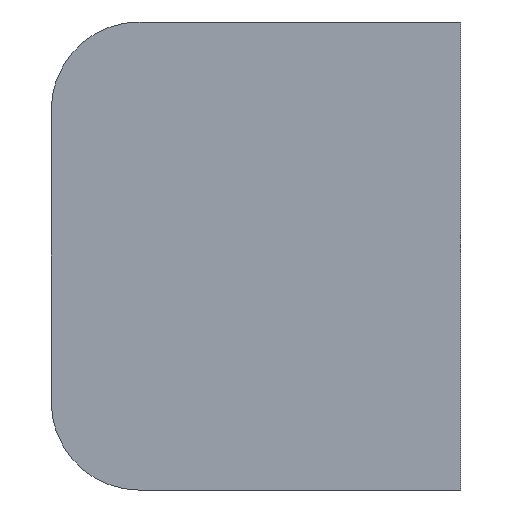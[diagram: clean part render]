
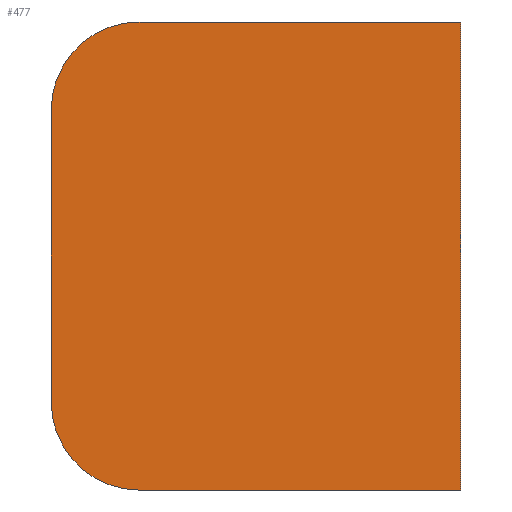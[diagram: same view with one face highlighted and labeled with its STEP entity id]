
A CAD part, left-side view. The second image highlights one B-rep face of the part: STEP entity #477.
In plain terms, the highlighted planar face has unit normal (-1, 0, 0).
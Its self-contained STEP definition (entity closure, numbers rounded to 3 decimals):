
#30 = VERTEX_POINT ( 'NONE', #338 ) ;
#46 = CARTESIAN_POINT ( 'NONE',  ( -29., 14., -5. ) ) ;
#78 = CARTESIAN_POINT ( 'NONE',  ( -29., 14., 5. ) ) ;
#79 = VECTOR ( 'NONE', #87, 1000. ) ;
#80 = VECTOR ( 'NONE', #438, 1000. ) ;
#87 = DIRECTION ( 'NONE',  ( 0., 0., -1. ) ) ;
#89 = EDGE_CURVE ( 'NONE', #30, #383, #359, .T. ) ;
#98 = EDGE_CURVE ( 'NONE', #270, #128, #153, .T. ) ;
#104 = CARTESIAN_POINT ( 'NONE',  ( -29., 0., -8. ) ) ;
#117 = EDGE_CURVE ( 'NONE', #533, #270, #472, .T. ) ;
#118 = VECTOR ( 'NONE', #540, 1000. ) ;
#125 = FACE_OUTER_BOUND ( 'NONE', #443, .T. ) ;
#128 = VERTEX_POINT ( 'NONE', #78 ) ;
#136 = ORIENTED_EDGE ( 'NONE', *, *, #98, .F. ) ;
#153 = LINE ( 'NONE', #584, #80 ) ;
#169 = VERTEX_POINT ( 'NONE', #104 ) ;
#193 = CARTESIAN_POINT ( 'NONE',  ( -29., 0., 8. ) ) ;
#196 = LINE ( 'NONE', #596, #79 ) ;
#223 = CARTESIAN_POINT ( 'NONE',  ( -29., 0., -8. ) ) ;
#224 = EDGE_CURVE ( 'NONE', #383, #169, #196, .T. ) ;
#254 = AXIS2_PLACEMENT_3D ( 'NONE', #465, #372, #280 ) ;
#262 = ORIENTED_EDGE ( 'NONE', *, *, #370, .F. ) ;
#269 = AXIS2_PLACEMENT_3D ( 'NONE', #283, #521, #326 ) ;
#270 = VERTEX_POINT ( 'NONE', #46 ) ;
#280 = DIRECTION ( 'NONE',  ( 0., 0., 1. ) ) ;
#283 = CARTESIAN_POINT ( 'NONE',  ( -29., 11., 5. ) ) ;
#301 = DIRECTION ( 'NONE',  ( 1., 0., 0. ) ) ;
#305 = ORIENTED_EDGE ( 'NONE', *, *, #406, .F. ) ;
#312 = CARTESIAN_POINT ( 'NONE',  ( -29., 11., -8. ) ) ;
#326 = DIRECTION ( 'NONE',  ( 0., 0., 1. ) ) ;
#338 = CARTESIAN_POINT ( 'NONE',  ( -29., 11., 8. ) ) ;
#347 = DIRECTION ( 'NONE',  ( 0., 0., 1. ) ) ;
#359 = LINE ( 'NONE', #391, #118 ) ;
#360 = ORIENTED_EDGE ( 'NONE', *, *, #117, .F. ) ;
#370 = EDGE_CURVE ( 'NONE', #169, #533, #571, .T. ) ;
#372 = DIRECTION ( 'NONE',  ( 1., 0., 0. ) ) ;
#383 = VERTEX_POINT ( 'NONE', #193 ) ;
#391 = CARTESIAN_POINT ( 'NONE',  ( -29., 0., 8. ) ) ;
#406 = EDGE_CURVE ( 'NONE', #128, #30, #524, .T. ) ;
#412 = ORIENTED_EDGE ( 'NONE', *, *, #89, .F. ) ;
#435 = ORIENTED_EDGE ( 'NONE', *, *, #224, .F. ) ;
#438 = DIRECTION ( 'NONE',  ( 0., 0., 1. ) ) ;
#443 = EDGE_LOOP ( 'NONE', ( #412, #305, #136, #360, #262, #435 ) ) ;
#455 = AXIS2_PLACEMENT_3D ( 'NONE', #587, #301, #347 ) ;
#465 = CARTESIAN_POINT ( 'NONE',  ( -29., 11., 5. ) ) ;
#472 = CIRCLE ( 'NONE', #455, 3. ) ;
#477 = ADVANCED_FACE ( 'NONE', ( #125 ), #523, .T. ) ;
#521 = DIRECTION ( 'NONE',  ( -1., 0., 0. ) ) ;
#523 = PLANE ( 'NONE',  #269 ) ;
#524 = CIRCLE ( 'NONE', #254, 3. ) ;
#533 = VERTEX_POINT ( 'NONE', #312 ) ;
#540 = DIRECTION ( 'NONE',  ( 0., -1., 0. ) ) ;
#560 = DIRECTION ( 'NONE',  ( 0., 1., 0. ) ) ;
#571 = LINE ( 'NONE', #223, #601 ) ;
#584 = CARTESIAN_POINT ( 'NONE',  ( -29., 14., 5. ) ) ;
#587 = CARTESIAN_POINT ( 'NONE',  ( -29., 11., -5. ) ) ;
#596 = CARTESIAN_POINT ( 'NONE',  ( -29., 0., 8. ) ) ;
#601 = VECTOR ( 'NONE', #560, 1000. ) ;
